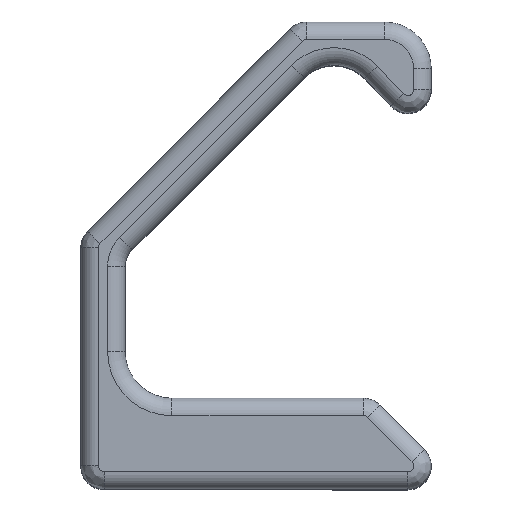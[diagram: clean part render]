
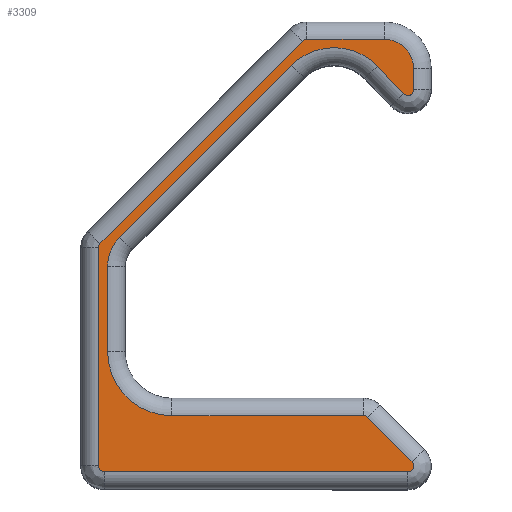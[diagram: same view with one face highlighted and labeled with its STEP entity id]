
A CAD part, top view. The second image highlights one B-rep face of the part: STEP entity #3309.
In plain terms, the highlighted face is planar.
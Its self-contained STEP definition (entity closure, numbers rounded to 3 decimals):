
#379=FACE_OUTER_BOUND('',#581,.T.);
#581=EDGE_LOOP('',(#2852,#2853,#2854,#2855,#2856,#2857,#2858,#2859,#2860,
#2861,#2862,#2863,#2864,#2865,#2866,#2867,#2868,#2869,#2870,#2871));
#893=LINE('',#5637,#1163);
#894=LINE('',#5641,#1164);
#895=LINE('',#5645,#1165);
#896=LINE('',#5649,#1166);
#897=LINE('',#5653,#1167);
#898=LINE('',#5657,#1168);
#899=LINE('',#5661,#1169);
#900=LINE('',#5665,#1170);
#901=LINE('',#5669,#1171);
#902=LINE('',#5673,#1172);
#1163=VECTOR('',#4554,18.672);
#1164=VECTOR('',#4557,26.);
#1165=VECTOR('',#4560,5.374);
#1166=VECTOR('',#4563,16.4);
#1167=VECTOR('',#4566,7.298);
#1168=VECTOR('',#4569,20.828);
#1169=VECTOR('',#4572,3.275);
#1170=VECTOR('',#4575,1.8);
#1171=VECTOR('',#4578,6.672);
#1172=VECTOR('',#4581,24.506);
#1341=CIRCLE('',#3651,0.5);
#1342=CIRCLE('',#3652,0.5);
#1343=CIRCLE('',#3653,0.5);
#1344=CIRCLE('',#3654,5.5);
#1345=CIRCLE('',#3655,3.5);
#1346=CIRCLE('',#3656,5.122);
#1347=CIRCLE('',#3657,0.5);
#1348=CIRCLE('',#3658,2.5);
#1349=CIRCLE('',#3659,0.5);
#1350=CIRCLE('',#3660,0.5);
#1654=VERTEX_POINT('',#5635);
#1655=VERTEX_POINT('',#5636);
#1656=VERTEX_POINT('',#5638);
#1657=VERTEX_POINT('',#5640);
#1658=VERTEX_POINT('',#5642);
#1659=VERTEX_POINT('',#5644);
#1660=VERTEX_POINT('',#5646);
#1661=VERTEX_POINT('',#5648);
#1662=VERTEX_POINT('',#5650);
#1663=VERTEX_POINT('',#5652);
#1664=VERTEX_POINT('',#5654);
#1665=VERTEX_POINT('',#5656);
#1666=VERTEX_POINT('',#5658);
#1667=VERTEX_POINT('',#5660);
#1668=VERTEX_POINT('',#5662);
#1669=VERTEX_POINT('',#5664);
#1670=VERTEX_POINT('',#5666);
#1671=VERTEX_POINT('',#5668);
#1672=VERTEX_POINT('',#5670);
#1673=VERTEX_POINT('',#5672);
#2084=EDGE_CURVE('',#1654,#1655,#893,.T.);
#2085=EDGE_CURVE('',#1656,#1654,#1341,.T.);
#2086=EDGE_CURVE('',#1657,#1656,#894,.T.);
#2087=EDGE_CURVE('',#1658,#1657,#1342,.T.);
#2088=EDGE_CURVE('',#1659,#1658,#895,.T.);
#2089=EDGE_CURVE('',#1660,#1659,#1343,.T.);
#2090=EDGE_CURVE('',#1661,#1660,#896,.T.);
#2091=EDGE_CURVE('',#1662,#1661,#1344,.T.);
#2092=EDGE_CURVE('',#1663,#1662,#897,.T.);
#2093=EDGE_CURVE('',#1664,#1663,#1345,.T.);
#2094=EDGE_CURVE('',#1665,#1664,#898,.T.);
#2095=EDGE_CURVE('',#1666,#1665,#1346,.T.);
#2096=EDGE_CURVE('',#1667,#1666,#899,.T.);
#2097=EDGE_CURVE('',#1668,#1667,#1347,.T.);
#2098=EDGE_CURVE('',#1669,#1668,#900,.T.);
#2099=EDGE_CURVE('',#1670,#1669,#1348,.T.);
#2100=EDGE_CURVE('',#1671,#1670,#901,.T.);
#2101=EDGE_CURVE('',#1672,#1671,#1349,.T.);
#2102=EDGE_CURVE('',#1673,#1672,#902,.T.);
#2103=EDGE_CURVE('',#1655,#1673,#1350,.T.);
#2852=ORIENTED_EDGE('',*,*,#2084,.F.);
#2853=ORIENTED_EDGE('',*,*,#2085,.F.);
#2854=ORIENTED_EDGE('',*,*,#2086,.F.);
#2855=ORIENTED_EDGE('',*,*,#2087,.F.);
#2856=ORIENTED_EDGE('',*,*,#2088,.F.);
#2857=ORIENTED_EDGE('',*,*,#2089,.F.);
#2858=ORIENTED_EDGE('',*,*,#2090,.F.);
#2859=ORIENTED_EDGE('',*,*,#2091,.F.);
#2860=ORIENTED_EDGE('',*,*,#2092,.F.);
#2861=ORIENTED_EDGE('',*,*,#2093,.F.);
#2862=ORIENTED_EDGE('',*,*,#2094,.F.);
#2863=ORIENTED_EDGE('',*,*,#2095,.F.);
#2864=ORIENTED_EDGE('',*,*,#2096,.F.);
#2865=ORIENTED_EDGE('',*,*,#2097,.F.);
#2866=ORIENTED_EDGE('',*,*,#2098,.F.);
#2867=ORIENTED_EDGE('',*,*,#2099,.F.);
#2868=ORIENTED_EDGE('',*,*,#2100,.F.);
#2869=ORIENTED_EDGE('',*,*,#2101,.F.);
#2870=ORIENTED_EDGE('',*,*,#2102,.F.);
#2871=ORIENTED_EDGE('',*,*,#2103,.F.);
#3159=PLANE('',#3650);
#3309=ADVANCED_FACE('',(#379),#3159,.F.);
#3650=AXIS2_PLACEMENT_3D('',#5634,#4552,#4553);
#3651=AXIS2_PLACEMENT_3D('',#5639,#4555,#4556);
#3652=AXIS2_PLACEMENT_3D('',#5643,#4558,#4559);
#3653=AXIS2_PLACEMENT_3D('',#5647,#4561,#4562);
#3654=AXIS2_PLACEMENT_3D('',#5651,#4564,#4565);
#3655=AXIS2_PLACEMENT_3D('',#5655,#4567,#4568);
#3656=AXIS2_PLACEMENT_3D('',#5659,#4570,#4571);
#3657=AXIS2_PLACEMENT_3D('',#5663,#4573,#4574);
#3658=AXIS2_PLACEMENT_3D('',#5667,#4576,#4577);
#3659=AXIS2_PLACEMENT_3D('',#5671,#4579,#4580);
#3660=AXIS2_PLACEMENT_3D('',#5674,#4582,#4583);
#4552=DIRECTION('center_axis',(0.,0.,1.));
#4553=DIRECTION('ref_axis',(1.,0.,0.));
#4554=DIRECTION('',(0.,1.,0.));
#4555=DIRECTION('center_axis',(0.,0.,1.));
#4556=DIRECTION('ref_axis',(-1.,0.,0.));
#4557=DIRECTION('',(1.,0.,0.));
#4558=DIRECTION('center_axis',(0.,0.,1.));
#4559=DIRECTION('ref_axis',(-1.,0.,0.));
#4560=DIRECTION('',(-0.707,-0.707,0.));
#4561=DIRECTION('center_axis',(0.,0.,1.));
#4562=DIRECTION('ref_axis',(-1.,0.,0.));
#4563=DIRECTION('',(-1.,0.,0.));
#4564=DIRECTION('center_axis',(0.,0.,-1.));
#4565=DIRECTION('ref_axis',(-1.,0.,0.));
#4566=DIRECTION('',(0.,-1.,0.));
#4567=DIRECTION('center_axis',(0.,0.,-1.));
#4568=DIRECTION('ref_axis',(-1.,0.,0.));
#4569=DIRECTION('',(0.707,-0.707,0.));
#4570=DIRECTION('center_axis',(0.,0.,-1.));
#4571=DIRECTION('ref_axis',(-1.,0.,0.));
#4572=DIRECTION('',(0.692,0.722,0.));
#4573=DIRECTION('center_axis',(0.,0.,1.));
#4574=DIRECTION('ref_axis',(-1.,0.,0.));
#4575=DIRECTION('',(0.,-1.,0.));
#4576=DIRECTION('center_axis',(0.,0.,1.));
#4577=DIRECTION('ref_axis',(-1.,0.,0.));
#4578=DIRECTION('',(-1.,0.,0.));
#4579=DIRECTION('center_axis',(0.,0.,1.));
#4580=DIRECTION('ref_axis',(-1.,0.,0.));
#4581=DIRECTION('',(-0.707,0.707,0.));
#4582=DIRECTION('center_axis',(0.,0.,1.));
#4583=DIRECTION('ref_axis',(-1.,0.,0.));
#5634=CARTESIAN_POINT('Origin',(-24.2,5.8,0.));
#5635=CARTESIAN_POINT('',(-1.5,2.,0.));
#5636=CARTESIAN_POINT('',(-1.5,20.672,0.));
#5637=CARTESIAN_POINT('',(-1.5,5.8,0.));
#5638=CARTESIAN_POINT('',(-2.,1.5,0.));
#5639=CARTESIAN_POINT('Origin',(-2.,2.,0.));
#5640=CARTESIAN_POINT('',(-28.,1.5,0.));
#5641=CARTESIAN_POINT('',(-24.2,1.5,0.));
#5642=CARTESIAN_POINT('',(-28.354,2.354,0.));
#5643=CARTESIAN_POINT('Origin',(-28.,2.,0.));
#5644=CARTESIAN_POINT('',(-24.554,6.154,0.));
#5645=CARTESIAN_POINT('',(-24.554,6.154,0.));
#5646=CARTESIAN_POINT('',(-24.2,6.3,0.));
#5647=CARTESIAN_POINT('Origin',(-24.2,5.8,0.));
#5648=CARTESIAN_POINT('',(-7.8,6.3,0.));
#5649=CARTESIAN_POINT('',(-24.2,6.3,0.));
#5650=CARTESIAN_POINT('',(-2.3,11.8,0.));
#5651=CARTESIAN_POINT('Origin',(-7.8,11.8,0.));
#5652=CARTESIAN_POINT('',(-2.3,19.098,0.));
#5653=CARTESIAN_POINT('',(-2.3,5.8,0.));
#5654=CARTESIAN_POINT('',(-3.325,21.572,0.));
#5655=CARTESIAN_POINT('Origin',(-5.8,19.098,0.));
#5656=CARTESIAN_POINT('',(-18.053,36.3,0.));
#5657=CARTESIAN_POINT('',(-5.876,24.124,0.));
#5658=CARTESIAN_POINT('',(-25.374,36.22,0.));
#5659=CARTESIAN_POINT('Origin',(-21.674,32.678,0.));
#5660=CARTESIAN_POINT('',(-27.639,33.854,0.));
#5661=CARTESIAN_POINT('',(-40.008,20.933,0.));
#5662=CARTESIAN_POINT('',(-28.5,34.2,0.));
#5663=CARTESIAN_POINT('Origin',(-28.,34.2,0.));
#5664=CARTESIAN_POINT('',(-28.5,36.,0.));
#5665=CARTESIAN_POINT('',(-28.5,5.8,0.));
#5666=CARTESIAN_POINT('',(-26.,38.5,0.));
#5667=CARTESIAN_POINT('Origin',(-26.,36.,0.));
#5668=CARTESIAN_POINT('',(-19.328,38.5,0.));
#5669=CARTESIAN_POINT('',(-24.2,38.5,0.));
#5670=CARTESIAN_POINT('',(-18.975,38.354,0.));
#5671=CARTESIAN_POINT('Origin',(-19.328,38.,0.));
#5672=CARTESIAN_POINT('',(-1.646,21.025,0.));
#5673=CARTESIAN_POINT('',(-5.311,24.689,0.));
#5674=CARTESIAN_POINT('Origin',(-2.,20.672,0.));
